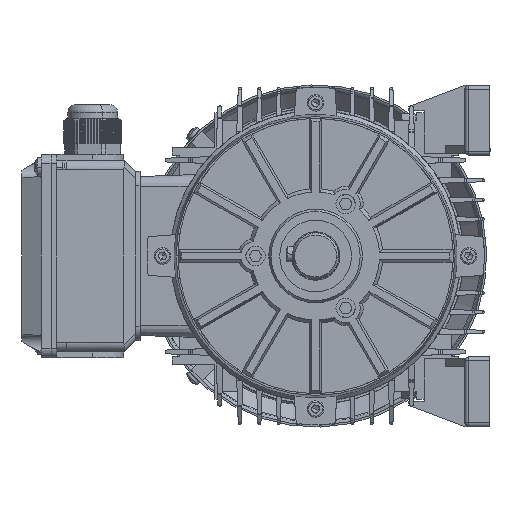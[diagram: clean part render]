
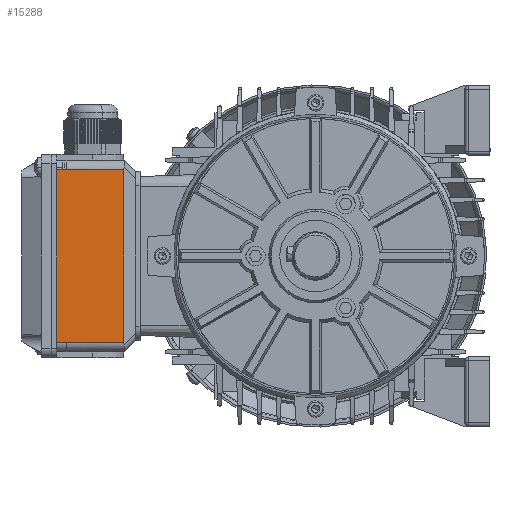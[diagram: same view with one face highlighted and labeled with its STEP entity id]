
A CAD part, left-side view. The second image highlights one B-rep face of the part: STEP entity #15288.
In plain terms, the highlighted face is planar.
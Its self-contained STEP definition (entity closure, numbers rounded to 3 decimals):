
#188 = VERTEX_POINT ( 'NONE', #7609 ) ;
#574 = PLANE ( 'NONE',  #55097 ) ;
#7609 = CARTESIAN_POINT ( 'NONE',  ( -44.5, 68., 5. ) ) ;
#7733 = LINE ( 'NONE', #101177, #15868 ) ;
#15288 = ADVANCED_FACE ( 'NONE', ( #111917 ), #574, .F. ) ;
#15868 = VECTOR ( 'NONE', #89195, 1000. ) ;
#18446 = DIRECTION ( 'NONE',  ( 0., 0., -1. ) ) ;
#20603 = CARTESIAN_POINT ( 'NONE',  ( 44.5, 68., 39.5 ) ) ;
#30455 = CARTESIAN_POINT ( 'NONE',  ( 44.5, 68., 39.5 ) ) ;
#30644 = DIRECTION ( 'NONE',  ( 1., 0., 0. ) ) ;
#30870 = EDGE_CURVE ( 'NONE', #188, #79600, #94617, .T. ) ;
#33075 = CARTESIAN_POINT ( 'NONE',  ( -44.5, 68., 39.5 ) ) ;
#42416 = EDGE_LOOP ( 'NONE', ( #97270, #99900, #85340, #46418 ) ) ;
#42558 = LINE ( 'NONE', #30455, #60629 ) ;
#42741 = CARTESIAN_POINT ( 'NONE',  ( -52.5, 68., 5. ) ) ;
#46418 = ORIENTED_EDGE ( 'NONE', *, *, #30870, .T. ) ;
#55097 = AXIS2_PLACEMENT_3D ( 'NONE', #106132, #94066, #82022 ) ;
#58833 = VERTEX_POINT ( 'NONE', #111302 ) ;
#59849 = VECTOR ( 'NONE', #30644, 1000. ) ;
#60629 = VECTOR ( 'NONE', #18446, 1000. ) ;
#63473 = VECTOR ( 'NONE', #70562, 1000. ) ;
#70562 = DIRECTION ( 'NONE',  ( 0., 0., 1. ) ) ;
#75485 = EDGE_CURVE ( 'NONE', #79600, #85206, #7733, .T. ) ;
#78957 = EDGE_CURVE ( 'NONE', #85206, #58833, #42558, .T. ) ;
#79600 = VERTEX_POINT ( 'NONE', #33075 ) ;
#80851 = EDGE_CURVE ( 'NONE', #188, #58833, #102848, .T. ) ;
#82022 = DIRECTION ( 'NONE',  ( 0., 0., -1. ) ) ;
#82557 = CARTESIAN_POINT ( 'NONE',  ( -44.5, 68., 39.5 ) ) ;
#85206 = VERTEX_POINT ( 'NONE', #20603 ) ;
#85340 = ORIENTED_EDGE ( 'NONE', *, *, #80851, .F. ) ;
#89195 = DIRECTION ( 'NONE',  ( 1., 0., 0. ) ) ;
#94066 = DIRECTION ( 'NONE',  ( 0., -1., 0. ) ) ;
#94617 = LINE ( 'NONE', #82557, #63473 ) ;
#97270 = ORIENTED_EDGE ( 'NONE', *, *, #75485, .T. ) ;
#99900 = ORIENTED_EDGE ( 'NONE', *, *, #78957, .T. ) ;
#101177 = CARTESIAN_POINT ( 'NONE',  ( -52.5, 68., 39.5 ) ) ;
#102848 = LINE ( 'NONE', #42741, #59849 ) ;
#106132 = CARTESIAN_POINT ( 'NONE',  ( -52.5, 68., 39.5 ) ) ;
#111302 = CARTESIAN_POINT ( 'NONE',  ( 44.5, 68., 5. ) ) ;
#111917 = FACE_OUTER_BOUND ( 'NONE', #42416, .T. ) ;
